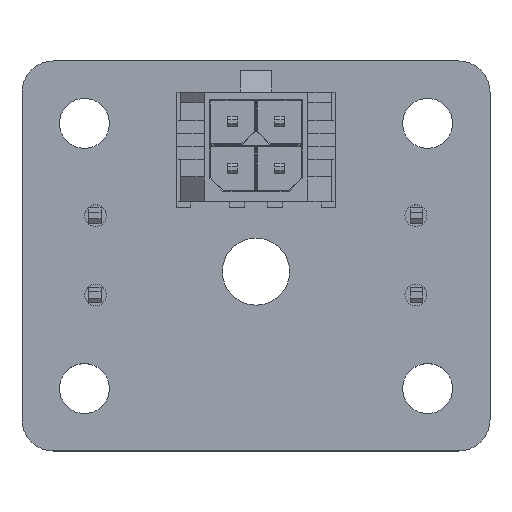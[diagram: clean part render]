
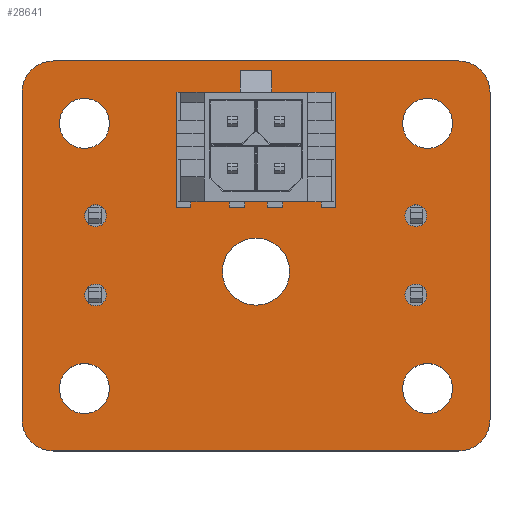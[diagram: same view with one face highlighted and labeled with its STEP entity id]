
A CAD part, top view. The second image highlights one B-rep face of the part: STEP entity #28641.
In plain terms, the highlighted planar face has unit normal (0, 0, 1).
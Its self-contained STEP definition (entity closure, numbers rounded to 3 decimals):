
#28327 = VERTEX_POINT('',#28328);
#28328 = CARTESIAN_POINT('',(189.,-101.,1.51));
#28334 = EDGE_CURVE('',#28327,#28335,#28337,.T.);
#28335 = VERTEX_POINT('',#28336);
#28336 = CARTESIAN_POINT('',(191.,-103.,1.51));
#28337 = CIRCLE('',#28338,2.);
#28338 = AXIS2_PLACEMENT_3D('',#28339,#28340,#28341);
#28339 = CARTESIAN_POINT('',(189.,-103.,1.51));
#28340 = DIRECTION('',(0.,0.,-1.));
#28341 = DIRECTION('',(0.,1.,0.));
#28369 = VERTEX_POINT('',#28370);
#28370 = CARTESIAN_POINT('',(163.,-101.,1.51));
#28376 = EDGE_CURVE('',#28369,#28327,#28377,.T.);
#28377 = LINE('',#28378,#28379);
#28378 = CARTESIAN_POINT('',(163.,-101.,1.51));
#28379 = VECTOR('',#28380,1.);
#28380 = DIRECTION('',(1.,0.,0.));
#28398 = EDGE_CURVE('',#28335,#28399,#28401,.T.);
#28399 = VERTEX_POINT('',#28400);
#28400 = CARTESIAN_POINT('',(191.,-124.,1.51));
#28401 = LINE('',#28402,#28403);
#28402 = CARTESIAN_POINT('',(191.,-103.,1.51));
#28403 = VECTOR('',#28404,1.);
#28404 = DIRECTION('',(0.,-1.,0.));
#28641 = ADVANCED_FACE('',(#28642,#28688,#28699,#28710,#28721,#28732,
    #28743,#28754,#28765,#28776,#28787,#28798,#28809,#28820,#28831,
    #28842),#28853,.T.);
#28642 = FACE_BOUND('',#28643,.T.);
#28643 = EDGE_LOOP('',(#28644,#28645,#28646,#28655,#28663,#28672,#28680,
    #28687));
#28644 = ORIENTED_EDGE('',*,*,#28334,.F.);
#28645 = ORIENTED_EDGE('',*,*,#28376,.F.);
#28646 = ORIENTED_EDGE('',*,*,#28647,.F.);
#28647 = EDGE_CURVE('',#28648,#28369,#28650,.T.);
#28648 = VERTEX_POINT('',#28649);
#28649 = CARTESIAN_POINT('',(161.,-103.,1.51));
#28650 = CIRCLE('',#28651,2.);
#28651 = AXIS2_PLACEMENT_3D('',#28652,#28653,#28654);
#28652 = CARTESIAN_POINT('',(163.,-103.,1.51));
#28653 = DIRECTION('',(0.,0.,-1.));
#28654 = DIRECTION('',(-1.,0.,-0.));
#28655 = ORIENTED_EDGE('',*,*,#28656,.F.);
#28656 = EDGE_CURVE('',#28657,#28648,#28659,.T.);
#28657 = VERTEX_POINT('',#28658);
#28658 = CARTESIAN_POINT('',(161.,-124.,1.51));
#28659 = LINE('',#28660,#28661);
#28660 = CARTESIAN_POINT('',(161.,-124.,1.51));
#28661 = VECTOR('',#28662,1.);
#28662 = DIRECTION('',(0.,1.,0.));
#28663 = ORIENTED_EDGE('',*,*,#28664,.F.);
#28664 = EDGE_CURVE('',#28665,#28657,#28667,.T.);
#28665 = VERTEX_POINT('',#28666);
#28666 = CARTESIAN_POINT('',(163.,-126.,1.51));
#28667 = CIRCLE('',#28668,2.);
#28668 = AXIS2_PLACEMENT_3D('',#28669,#28670,#28671);
#28669 = CARTESIAN_POINT('',(163.,-124.,1.51));
#28670 = DIRECTION('',(0.,0.,-1.));
#28671 = DIRECTION('',(0.,-1.,0.));
#28672 = ORIENTED_EDGE('',*,*,#28673,.F.);
#28673 = EDGE_CURVE('',#28674,#28665,#28676,.T.);
#28674 = VERTEX_POINT('',#28675);
#28675 = CARTESIAN_POINT('',(189.,-126.,1.51));
#28676 = LINE('',#28677,#28678);
#28677 = CARTESIAN_POINT('',(189.,-126.,1.51));
#28678 = VECTOR('',#28679,1.);
#28679 = DIRECTION('',(-1.,0.,0.));
#28680 = ORIENTED_EDGE('',*,*,#28681,.F.);
#28681 = EDGE_CURVE('',#28399,#28674,#28682,.T.);
#28682 = CIRCLE('',#28683,2.);
#28683 = AXIS2_PLACEMENT_3D('',#28684,#28685,#28686);
#28684 = CARTESIAN_POINT('',(189.,-124.,1.51));
#28685 = DIRECTION('',(0.,0.,-1.));
#28686 = DIRECTION('',(1.,0.,0.));
#28687 = ORIENTED_EDGE('',*,*,#28398,.F.);
#28688 = FACE_BOUND('',#28689,.T.);
#28689 = EDGE_LOOP('',(#28690));
#28690 = ORIENTED_EDGE('',*,*,#28691,.T.);
#28691 = EDGE_CURVE('',#28692,#28692,#28694,.T.);
#28692 = VERTEX_POINT('',#28693);
#28693 = CARTESIAN_POINT('',(165.,-123.6,1.51));
#28694 = CIRCLE('',#28695,1.6);
#28695 = AXIS2_PLACEMENT_3D('',#28696,#28697,#28698);
#28696 = CARTESIAN_POINT('',(165.,-122.,1.51));
#28697 = DIRECTION('',(-0.,0.,-1.));
#28698 = DIRECTION('',(-0.,-1.,0.));
#28699 = FACE_BOUND('',#28700,.T.);
#28700 = EDGE_LOOP('',(#28701));
#28701 = ORIENTED_EDGE('',*,*,#28702,.T.);
#28702 = EDGE_CURVE('',#28703,#28703,#28705,.T.);
#28703 = VERTEX_POINT('',#28704);
#28704 = CARTESIAN_POINT('',(165.717,-116.7,1.51));
#28705 = CIRCLE('',#28706,0.7);
#28706 = AXIS2_PLACEMENT_3D('',#28707,#28708,#28709);
#28707 = CARTESIAN_POINT('',(165.717,-116.,1.51));
#28708 = DIRECTION('',(-0.,0.,-1.));
#28709 = DIRECTION('',(-0.,-1.,0.));
#28710 = FACE_BOUND('',#28711,.T.);
#28711 = EDGE_LOOP('',(#28712));
#28712 = ORIENTED_EDGE('',*,*,#28713,.T.);
#28713 = EDGE_CURVE('',#28714,#28714,#28716,.T.);
#28714 = VERTEX_POINT('',#28715);
#28715 = CARTESIAN_POINT('',(187.,-123.6,1.51));
#28716 = CIRCLE('',#28717,1.6);
#28717 = AXIS2_PLACEMENT_3D('',#28718,#28719,#28720);
#28718 = CARTESIAN_POINT('',(187.,-122.,1.51));
#28719 = DIRECTION('',(-0.,0.,-1.));
#28720 = DIRECTION('',(-0.,-1.,0.));
#28721 = FACE_BOUND('',#28722,.T.);
#28722 = EDGE_LOOP('',(#28723));
#28723 = ORIENTED_EDGE('',*,*,#28724,.T.);
#28724 = EDGE_CURVE('',#28725,#28725,#28727,.T.);
#28725 = VERTEX_POINT('',#28726);
#28726 = CARTESIAN_POINT('',(176.,-116.65,1.51));
#28727 = CIRCLE('',#28728,2.15);
#28728 = AXIS2_PLACEMENT_3D('',#28729,#28730,#28731);
#28729 = CARTESIAN_POINT('',(176.,-114.5,1.51));
#28730 = DIRECTION('',(-0.,0.,-1.));
#28731 = DIRECTION('',(-0.,-1.,0.));
#28732 = FACE_BOUND('',#28733,.T.);
#28733 = EDGE_LOOP('',(#28734));
#28734 = ORIENTED_EDGE('',*,*,#28735,.T.);
#28735 = EDGE_CURVE('',#28736,#28736,#28738,.T.);
#28736 = VERTEX_POINT('',#28737);
#28737 = CARTESIAN_POINT('',(186.25,-116.7,1.51));
#28738 = CIRCLE('',#28739,0.7);
#28739 = AXIS2_PLACEMENT_3D('',#28740,#28741,#28742);
#28740 = CARTESIAN_POINT('',(186.25,-116.,1.51));
#28741 = DIRECTION('',(-0.,0.,-1.));
#28742 = DIRECTION('',(-0.,-1.,0.));
#28743 = FACE_BOUND('',#28744,.T.);
#28744 = EDGE_LOOP('',(#28745));
#28745 = ORIENTED_EDGE('',*,*,#28746,.T.);
#28746 = EDGE_CURVE('',#28747,#28747,#28749,.T.);
#28747 = VERTEX_POINT('',#28748);
#28748 = CARTESIAN_POINT('',(165.717,-111.62,1.51));
#28749 = CIRCLE('',#28750,0.7);
#28750 = AXIS2_PLACEMENT_3D('',#28751,#28752,#28753);
#28751 = CARTESIAN_POINT('',(165.717,-110.92,1.51));
#28752 = DIRECTION('',(-0.,0.,-1.));
#28753 = DIRECTION('',(-0.,-1.,0.));
#28754 = FACE_BOUND('',#28755,.T.);
#28755 = EDGE_LOOP('',(#28756));
#28756 = ORIENTED_EDGE('',*,*,#28757,.T.);
#28757 = EDGE_CURVE('',#28758,#28758,#28760,.T.);
#28758 = VERTEX_POINT('',#28759);
#28759 = CARTESIAN_POINT('',(165.,-106.6,1.51));
#28760 = CIRCLE('',#28761,1.6);
#28761 = AXIS2_PLACEMENT_3D('',#28762,#28763,#28764);
#28762 = CARTESIAN_POINT('',(165.,-105.,1.51));
#28763 = DIRECTION('',(-0.,0.,-1.));
#28764 = DIRECTION('',(-0.,-1.,0.));
#28765 = FACE_BOUND('',#28766,.T.);
#28766 = EDGE_LOOP('',(#28767));
#28767 = ORIENTED_EDGE('',*,*,#28768,.T.);
#28768 = EDGE_CURVE('',#28769,#28769,#28771,.T.);
#28769 = VERTEX_POINT('',#28770);
#28770 = CARTESIAN_POINT('',(174.5,-108.415,1.51));
#28771 = CIRCLE('',#28772,0.5);
#28772 = AXIS2_PLACEMENT_3D('',#28773,#28774,#28775);
#28773 = CARTESIAN_POINT('',(174.5,-107.915,1.51));
#28774 = DIRECTION('',(-0.,0.,-1.));
#28775 = DIRECTION('',(-0.,-1.,0.));
#28776 = FACE_BOUND('',#28777,.T.);
#28777 = EDGE_LOOP('',(#28778));
#28778 = ORIENTED_EDGE('',*,*,#28779,.T.);
#28779 = EDGE_CURVE('',#28780,#28780,#28782,.T.);
#28780 = VERTEX_POINT('',#28781);
#28781 = CARTESIAN_POINT('',(171.5,-104.475,1.51));
#28782 = CIRCLE('',#28783,0.5);
#28783 = AXIS2_PLACEMENT_3D('',#28784,#28785,#28786);
#28784 = CARTESIAN_POINT('',(171.5,-103.975,1.51));
#28785 = DIRECTION('',(-0.,0.,-1.));
#28786 = DIRECTION('',(-0.,-1.,0.));
#28787 = FACE_BOUND('',#28788,.T.);
#28788 = EDGE_LOOP('',(#28789));
#28789 = ORIENTED_EDGE('',*,*,#28790,.T.);
#28790 = EDGE_CURVE('',#28791,#28791,#28793,.T.);
#28791 = VERTEX_POINT('',#28792);
#28792 = CARTESIAN_POINT('',(174.5,-105.415,1.51));
#28793 = CIRCLE('',#28794,0.5);
#28794 = AXIS2_PLACEMENT_3D('',#28795,#28796,#28797);
#28795 = CARTESIAN_POINT('',(174.5,-104.915,1.51));
#28796 = DIRECTION('',(-0.,0.,-1.));
#28797 = DIRECTION('',(-0.,-1.,0.));
#28798 = FACE_BOUND('',#28799,.T.);
#28799 = EDGE_LOOP('',(#28800));
#28800 = ORIENTED_EDGE('',*,*,#28801,.T.);
#28801 = EDGE_CURVE('',#28802,#28802,#28804,.T.);
#28802 = VERTEX_POINT('',#28803);
#28803 = CARTESIAN_POINT('',(186.25,-111.62,1.51));
#28804 = CIRCLE('',#28805,0.7);
#28805 = AXIS2_PLACEMENT_3D('',#28806,#28807,#28808);
#28806 = CARTESIAN_POINT('',(186.25,-110.92,1.51));
#28807 = DIRECTION('',(-0.,0.,-1.));
#28808 = DIRECTION('',(-0.,-1.,0.));
#28809 = FACE_BOUND('',#28810,.T.);
#28810 = EDGE_LOOP('',(#28811));
#28811 = ORIENTED_EDGE('',*,*,#28812,.T.);
#28812 = EDGE_CURVE('',#28813,#28813,#28815,.T.);
#28813 = VERTEX_POINT('',#28814);
#28814 = CARTESIAN_POINT('',(177.5,-108.415,1.51));
#28815 = CIRCLE('',#28816,0.5);
#28816 = AXIS2_PLACEMENT_3D('',#28817,#28818,#28819);
#28817 = CARTESIAN_POINT('',(177.5,-107.915,1.51));
#28818 = DIRECTION('',(-0.,0.,-1.));
#28819 = DIRECTION('',(-0.,-1.,0.));
#28820 = FACE_BOUND('',#28821,.T.);
#28821 = EDGE_LOOP('',(#28822));
#28822 = ORIENTED_EDGE('',*,*,#28823,.T.);
#28823 = EDGE_CURVE('',#28824,#28824,#28826,.T.);
#28824 = VERTEX_POINT('',#28825);
#28825 = CARTESIAN_POINT('',(177.5,-105.415,1.51));
#28826 = CIRCLE('',#28827,0.5);
#28827 = AXIS2_PLACEMENT_3D('',#28828,#28829,#28830);
#28828 = CARTESIAN_POINT('',(177.5,-104.915,1.51));
#28829 = DIRECTION('',(-0.,0.,-1.));
#28830 = DIRECTION('',(-0.,-1.,0.));
#28831 = FACE_BOUND('',#28832,.T.);
#28832 = EDGE_LOOP('',(#28833));
#28833 = ORIENTED_EDGE('',*,*,#28834,.T.);
#28834 = EDGE_CURVE('',#28835,#28835,#28837,.T.);
#28835 = VERTEX_POINT('',#28836);
#28836 = CARTESIAN_POINT('',(180.5,-104.475,1.51));
#28837 = CIRCLE('',#28838,0.5);
#28838 = AXIS2_PLACEMENT_3D('',#28839,#28840,#28841);
#28839 = CARTESIAN_POINT('',(180.5,-103.975,1.51));
#28840 = DIRECTION('',(-0.,0.,-1.));
#28841 = DIRECTION('',(-0.,-1.,0.));
#28842 = FACE_BOUND('',#28843,.T.);
#28843 = EDGE_LOOP('',(#28844));
#28844 = ORIENTED_EDGE('',*,*,#28845,.T.);
#28845 = EDGE_CURVE('',#28846,#28846,#28848,.T.);
#28846 = VERTEX_POINT('',#28847);
#28847 = CARTESIAN_POINT('',(187.,-106.6,1.51));
#28848 = CIRCLE('',#28849,1.6);
#28849 = AXIS2_PLACEMENT_3D('',#28850,#28851,#28852);
#28850 = CARTESIAN_POINT('',(187.,-105.,1.51));
#28851 = DIRECTION('',(-0.,0.,-1.));
#28852 = DIRECTION('',(-0.,-1.,0.));
#28853 = PLANE('',#28854);
#28854 = AXIS2_PLACEMENT_3D('',#28855,#28856,#28857);
#28855 = CARTESIAN_POINT('',(0.,0.,1.51));
#28856 = DIRECTION('',(0.,0.,1.));
#28857 = DIRECTION('',(1.,0.,-0.));
